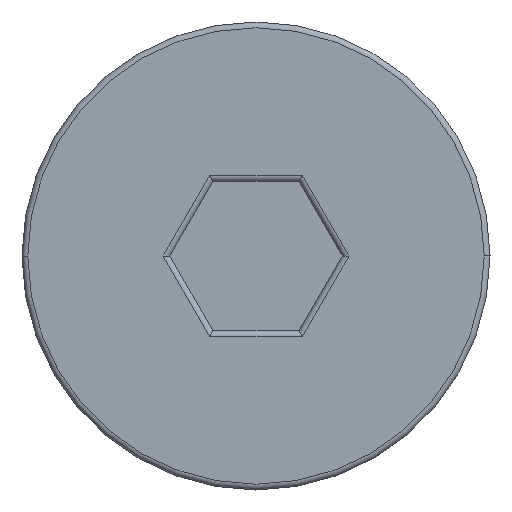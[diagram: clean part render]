
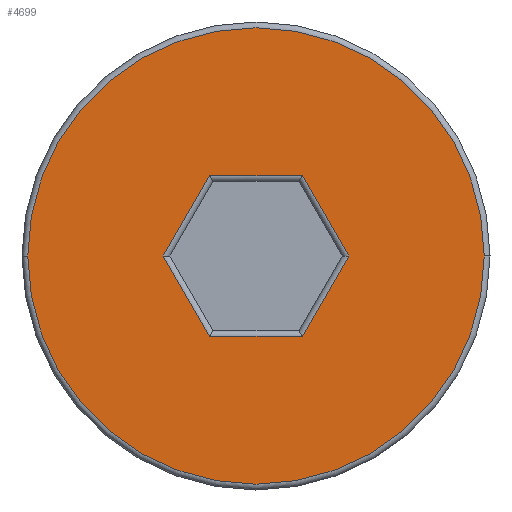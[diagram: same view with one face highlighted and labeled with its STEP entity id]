
A CAD part, left-side view. The second image highlights one B-rep face of the part: STEP entity #4699.
In plain terms, the highlighted planar face has unit normal (-1, 0, 0).
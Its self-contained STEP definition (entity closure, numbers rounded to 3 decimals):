
#57 = CARTESIAN_POINT ( 'NONE',  ( -20., -3.919, 0. ) ) ;
#153 = LINE ( 'NONE', #5430, #6813 ) ;
#324 = FACE_OUTER_BOUND ( 'NONE', #6262, .T. ) ;
#618 = LINE ( 'NONE', #4311, #1068 ) ;
#673 = CARTESIAN_POINT ( 'NONE',  ( -20., 0., -1.38 ) ) ;
#932 = LINE ( 'NONE', #6309, #3474 ) ;
#1068 = VECTOR ( 'NONE', #1984, 1000. ) ;
#1119 = CIRCLE ( 'NONE', #4542, 3.919 ) ;
#1233 = EDGE_CURVE ( 'NONE', #5605, #6182, #618, .T. ) ;
#1264 = DIRECTION ( 'NONE',  ( 0., 1., 0. ) ) ;
#1515 = ORIENTED_EDGE ( 'NONE', *, *, #6425, .T. ) ;
#1640 = CARTESIAN_POINT ( 'NONE',  ( -20., 0., 0. ) ) ;
#1875 = CARTESIAN_POINT ( 'NONE',  ( -20., 1.195, -0.69 ) ) ;
#1877 = CARTESIAN_POINT ( 'NONE',  ( -20., 0., 0. ) ) ;
#1922 = DIRECTION ( 'NONE',  ( 0., 0.5, 0.866 ) ) ;
#1984 = DIRECTION ( 'NONE',  ( 0., 0.5, -0.866 ) ) ;
#2052 = CARTESIAN_POINT ( 'NONE',  ( -20., 0.797, 1.38 ) ) ;
#2445 = DIRECTION ( 'NONE',  ( 0., 1., 0. ) ) ;
#2528 = EDGE_CURVE ( 'NONE', #3129, #3410, #3866, .T. ) ;
#2732 = CARTESIAN_POINT ( 'NONE',  ( -20., -0.797, -1.38 ) ) ;
#2950 = ORIENTED_EDGE ( 'NONE', *, *, #5561, .T. ) ;
#3008 = CARTESIAN_POINT ( 'NONE',  ( -20., -1.593, 0. ) ) ;
#3050 = AXIS2_PLACEMENT_3D ( 'NONE', #1640, #4501, #7365 ) ;
#3129 = VERTEX_POINT ( 'NONE', #6385 ) ;
#3200 = VECTOR ( 'NONE', #4558, 1000. ) ;
#3250 = EDGE_LOOP ( 'NONE', ( #3254, #2950, #4367, #4254, #3944, #5549 ) ) ;
#3254 = ORIENTED_EDGE ( 'NONE', *, *, #1233, .T. ) ;
#3292 = DIRECTION ( 'NONE',  ( 0., -0.5, -0.866 ) ) ;
#3310 = EDGE_CURVE ( 'NONE', #5377, #7052, #153, .T. ) ;
#3337 = VECTOR ( 'NONE', #1922, 1000. ) ;
#3361 = CARTESIAN_POINT ( 'NONE',  ( -20., 1.195, 0.69 ) ) ;
#3385 = CIRCLE ( 'NONE', #6038, 3.919 ) ;
#3410 = VERTEX_POINT ( 'NONE', #6484 ) ;
#3474 = VECTOR ( 'NONE', #3292, 1000. ) ;
#3690 = DIRECTION ( 'NONE',  ( 0., 1., 0. ) ) ;
#3866 = LINE ( 'NONE', #1875, #3337 ) ;
#3944 = ORIENTED_EDGE ( 'NONE', *, *, #3310, .T. ) ;
#4177 = DIRECTION ( 'NONE',  ( -1., 0., 0. ) ) ;
#4193 = LINE ( 'NONE', #673, #6162 ) ;
#4212 = ORIENTED_EDGE ( 'NONE', *, *, #5246, .T. ) ;
#4254 = ORIENTED_EDGE ( 'NONE', *, *, #6150, .T. ) ;
#4311 = CARTESIAN_POINT ( 'NONE',  ( -20., -1.195, -0.69 ) ) ;
#4367 = ORIENTED_EDGE ( 'NONE', *, *, #2528, .T. ) ;
#4501 = DIRECTION ( 'NONE',  ( 1., 0., 0. ) ) ;
#4542 = AXIS2_PLACEMENT_3D ( 'NONE', #7108, #7131, #3690 ) ;
#4558 = DIRECTION ( 'NONE',  ( 0., -0.5, 0.866 ) ) ;
#4699 = ADVANCED_FACE ( 'NONE', ( #5285, #324 ), #5304, .F. ) ;
#4893 = CARTESIAN_POINT ( 'NONE',  ( -20., 3.919, 0. ) ) ;
#5042 = VERTEX_POINT ( 'NONE', #57 ) ;
#5246 = EDGE_CURVE ( 'NONE', #7135, #5042, #1119, .T. ) ;
#5285 = FACE_BOUND ( 'NONE', #3250, .T. ) ;
#5304 = PLANE ( 'NONE',  #3050 ) ;
#5377 = VERTEX_POINT ( 'NONE', #2052 ) ;
#5430 = CARTESIAN_POINT ( 'NONE',  ( -20., 0., 1.38 ) ) ;
#5477 = EDGE_CURVE ( 'NONE', #7052, #5605, #932, .T. ) ;
#5549 = ORIENTED_EDGE ( 'NONE', *, *, #5477, .T. ) ;
#5561 = EDGE_CURVE ( 'NONE', #6182, #3129, #4193, .T. ) ;
#5605 = VERTEX_POINT ( 'NONE', #3008 ) ;
#5797 = LINE ( 'NONE', #3361, #3200 ) ;
#6038 = AXIS2_PLACEMENT_3D ( 'NONE', #1877, #4177, #2445 ) ;
#6080 = DIRECTION ( 'NONE',  ( 0., -1., 0. ) ) ;
#6150 = EDGE_CURVE ( 'NONE', #3410, #5377, #5797, .T. ) ;
#6162 = VECTOR ( 'NONE', #1264, 1000. ) ;
#6182 = VERTEX_POINT ( 'NONE', #2732 ) ;
#6262 = EDGE_LOOP ( 'NONE', ( #4212, #1515 ) ) ;
#6309 = CARTESIAN_POINT ( 'NONE',  ( -20., -1.195, 0.69 ) ) ;
#6385 = CARTESIAN_POINT ( 'NONE',  ( -20., 0.797, -1.38 ) ) ;
#6425 = EDGE_CURVE ( 'NONE', #5042, #7135, #3385, .T. ) ;
#6484 = CARTESIAN_POINT ( 'NONE',  ( -20., 1.593, 0. ) ) ;
#6500 = CARTESIAN_POINT ( 'NONE',  ( -20., -0.797, 1.38 ) ) ;
#6813 = VECTOR ( 'NONE', #6080, 1000. ) ;
#7052 = VERTEX_POINT ( 'NONE', #6500 ) ;
#7108 = CARTESIAN_POINT ( 'NONE',  ( -20., 0., 0. ) ) ;
#7131 = DIRECTION ( 'NONE',  ( -1., 0., 0. ) ) ;
#7135 = VERTEX_POINT ( 'NONE', #4893 ) ;
#7365 = DIRECTION ( 'NONE',  ( 0., 1., 0. ) ) ;
